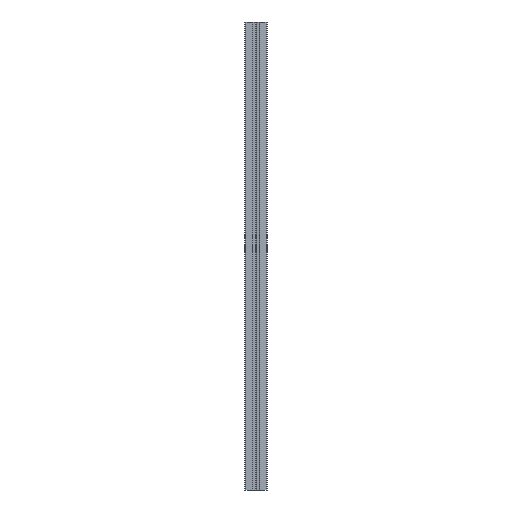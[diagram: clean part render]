
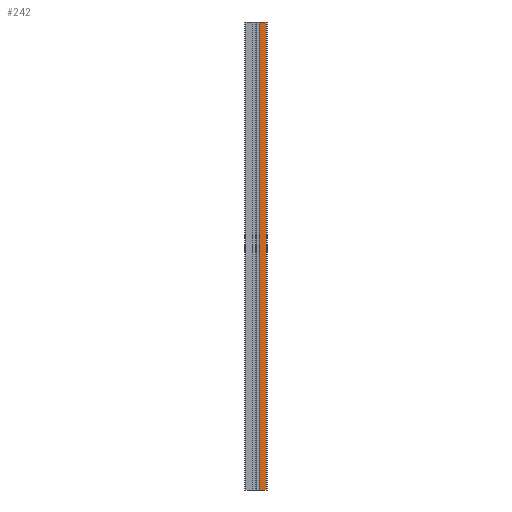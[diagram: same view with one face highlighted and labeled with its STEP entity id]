
A CAD part, front view. The second image highlights one B-rep face of the part: STEP entity #242.
In plain terms, the highlighted planar face has unit normal (0, -1, 0).
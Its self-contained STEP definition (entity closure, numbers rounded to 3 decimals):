
#83 = EDGE_LOOP ( 'NONE', ( #604, #1968, #871, #1561 ) ) ;
#160 = DIRECTION ( 'NONE',  ( 0., 0., 1. ) ) ;
#181 = CARTESIAN_POINT ( 'NONE',  ( 3.3, -10., -420. ) ) ;
#224 = EDGE_CURVE ( 'NONE', #1878, #482, #1857, .T. ) ;
#242 = ADVANCED_FACE ( 'NONE', ( #1296 ), #1516, .T. ) ;
#321 = VECTOR ( 'NONE', #572, 1000. ) ;
#404 = DIRECTION ( 'NONE',  ( 0., -1., 0. ) ) ;
#482 = VERTEX_POINT ( 'NONE', #1571 ) ;
#572 = DIRECTION ( 'NONE',  ( 1., 0., 0. ) ) ;
#604 = ORIENTED_EDGE ( 'NONE', *, *, #1935, .F. ) ;
#654 = VECTOR ( 'NONE', #1307, 1000. ) ;
#680 = LINE ( 'NONE', #2445, #654 ) ;
#695 = CARTESIAN_POINT ( 'NONE',  ( 3.3, -10., -420. ) ) ;
#741 = EDGE_CURVE ( 'NONE', #1878, #1409, #1916, .T. ) ;
#781 = VERTEX_POINT ( 'NONE', #2065 ) ;
#871 = ORIENTED_EDGE ( 'NONE', *, *, #741, .T. ) ;
#1095 = DIRECTION ( 'NONE',  ( 1., 0., 0. ) ) ;
#1148 = VECTOR ( 'NONE', #1095, 1000. ) ;
#1296 = FACE_OUTER_BOUND ( 'NONE', #83, .T. ) ;
#1302 = EDGE_CURVE ( 'NONE', #1409, #781, #680, .T. ) ;
#1307 = DIRECTION ( 'NONE',  ( 0., 0., 1. ) ) ;
#1409 = VERTEX_POINT ( 'NONE', #1925 ) ;
#1516 = PLANE ( 'NONE',  #1752 ) ;
#1541 = CARTESIAN_POINT ( 'NONE',  ( 3.3, -10., 0. ) ) ;
#1561 = ORIENTED_EDGE ( 'NONE', *, *, #1302, .T. ) ;
#1571 = CARTESIAN_POINT ( 'NONE',  ( 3.3, -10., 0. ) ) ;
#1720 = DIRECTION ( 'NONE',  ( 0., 0., -1. ) ) ;
#1752 = AXIS2_PLACEMENT_3D ( 'NONE', #181, #404, #1720 ) ;
#1857 = LINE ( 'NONE', #2259, #2234 ) ;
#1878 = VERTEX_POINT ( 'NONE', #2405 ) ;
#1916 = LINE ( 'NONE', #695, #1148 ) ;
#1925 = CARTESIAN_POINT ( 'NONE',  ( 9., -10., -420. ) ) ;
#1935 = EDGE_CURVE ( 'NONE', #482, #781, #2085, .T. ) ;
#1968 = ORIENTED_EDGE ( 'NONE', *, *, #224, .F. ) ;
#2065 = CARTESIAN_POINT ( 'NONE',  ( 9., -10., 0. ) ) ;
#2085 = LINE ( 'NONE', #1541, #321 ) ;
#2234 = VECTOR ( 'NONE', #160, 1000. ) ;
#2259 = CARTESIAN_POINT ( 'NONE',  ( 3.3, -10., -420. ) ) ;
#2405 = CARTESIAN_POINT ( 'NONE',  ( 3.3, -10., -420. ) ) ;
#2445 = CARTESIAN_POINT ( 'NONE',  ( 9., -10., -420. ) ) ;
